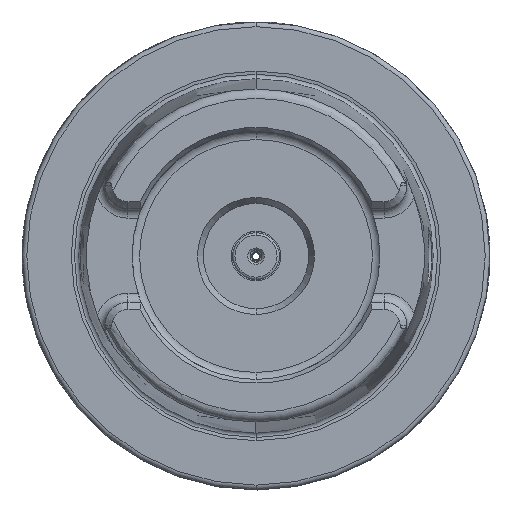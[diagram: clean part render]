
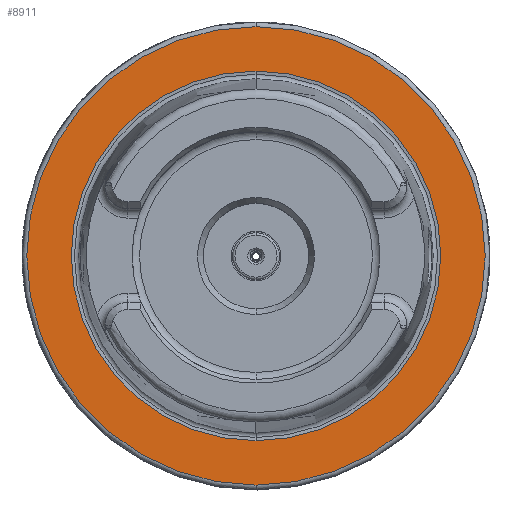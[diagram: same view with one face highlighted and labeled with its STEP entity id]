
A CAD part, top view. The second image highlights one B-rep face of the part: STEP entity #8911.
In plain terms, the highlighted planar face has unit normal (0, 0, 1).
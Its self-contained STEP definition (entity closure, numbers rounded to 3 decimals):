
#2055=CARTESIAN_POINT('',(0,0,29));
#2056=DIRECTION('',(0,0,1));
#2057=DIRECTION('',(0,1,0));
#2058=AXIS2_PLACEMENT_3D('',#2055,#2056,#2057);
#2060=CARTESIAN_POINT('',(0,0,29));
#2061=DIRECTION('',(0,0,-1));
#2062=DIRECTION('',(0,1,0));
#2063=AXIS2_PLACEMENT_3D('',#2060,#2061,#2062);
#2065=CARTESIAN_POINT('',(0,0,29));
#2066=DIRECTION('',(0,0,1));
#2067=DIRECTION('',(0,1,0));
#2068=AXIS2_PLACEMENT_3D('',#2065,#2066,#2067);
#2070=CARTESIAN_POINT('',(0,0,29));
#2071=DIRECTION('',(0,0,1));
#2072=DIRECTION('',(0,-1,0));
#2073=AXIS2_PLACEMENT_3D('',#2070,#2071,#2072);
#5657=CARTESIAN_POINT('',(0,39.499,29));
#5659=VERTEX_POINT('',#5657);
#5693=CARTESIAN_POINT('',(0,-39.499,29));
#5695=VERTEX_POINT('',#5693);
#5705=CARTESIAN_POINT('',(0,49,29));
#5706=CARTESIAN_POINT('',(0.,-49,29));
#5707=VERTEX_POINT('',#5705);
#5708=VERTEX_POINT('',#5706);
#8896=CARTESIAN_POINT('',(0,0,29));
#8897=DIRECTION('',(0,0,-1));
#8898=DIRECTION('',(0,-1,0));
#8899=AXIS2_PLACEMENT_3D('',#8896,#8897,#8898);
#8900=PLANE('',#8899);
#8902=ORIENTED_EDGE('',*,*,#8901,.F.);
#8904=ORIENTED_EDGE('',*,*,#8903,.F.);
#8905=EDGE_LOOP('',(#8902,#8904));
#8906=FACE_OUTER_BOUND('',#8905,.F.);
#8907=ORIENTED_EDGE('',*,*,#8878,.T.);
#8908=ORIENTED_EDGE('',*,*,#8889,.F.);
#8909=EDGE_LOOP('',(#8907,#8908));
#8910=FACE_BOUND('',#8909,.F.);
#8911=ADVANCED_FACE('',(#8906,#8910),#8900,.F.);
#2059=CIRCLE('',#2058,39.499);
#2064=CIRCLE('',#2063,39.499);
#2069=CIRCLE('',#2068,49);
#2074=CIRCLE('',#2073,49);
#8878=EDGE_CURVE('',#5659,#5695,#2059,.T.);
#8889=EDGE_CURVE('',#5659,#5695,#2064,.T.);
#8901=EDGE_CURVE('',#5707,#5708,#2069,.T.);
#8903=EDGE_CURVE('',#5708,#5707,#2074,.T.);
